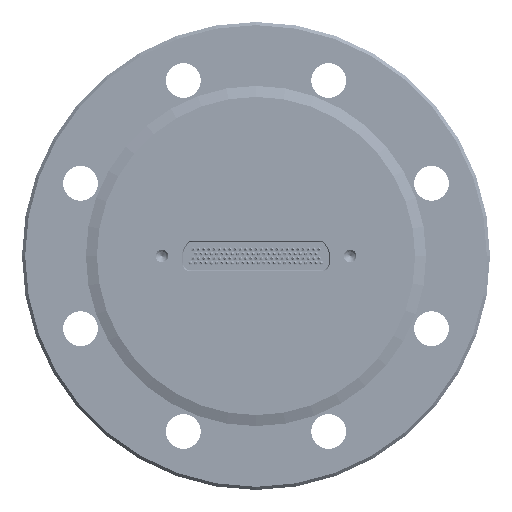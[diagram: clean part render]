
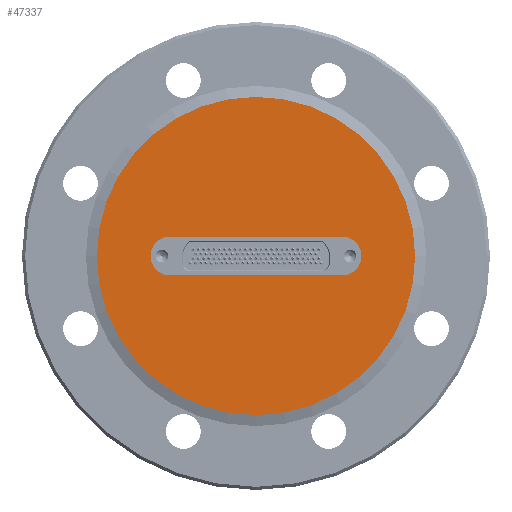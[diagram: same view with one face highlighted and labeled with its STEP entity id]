
A CAD part, front view. The second image highlights one B-rep face of the part: STEP entity #47337.
In plain terms, the highlighted planar face has unit normal (0, -1, 0).
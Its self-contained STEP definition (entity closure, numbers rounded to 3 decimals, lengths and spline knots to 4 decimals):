
#8337 = CARTESIAN_POINT ( 'NONE',  ( 1.52, -0.629, 0. ) ) ;
#8341 = PLANE ( 'NONE',  #89711 ) ;
#8351 = DIRECTION ( 'NONE',  ( 0., -1., 0. ) ) ;
#8353 = DIRECTION ( 'NONE',  ( 0., 0., -1. ) ) ;
#18503 = EDGE_CURVE ( 'NONE', #24515, #24525, #112679, .T. ) ;
#18512 = EDGE_CURVE ( 'NONE', #24525, #24515, #112691, .T. ) ;
#18567 = EDGE_CURVE ( 'NONE', #25005, #24999, #112719, .T. ) ;
#18570 = EDGE_CURVE ( 'NONE', #24444, #25005, #112720, .T. ) ;
#18572 = EDGE_CURVE ( 'NONE', #24744, #24444, #112723, .T. ) ;
#18574 = EDGE_CURVE ( 'NONE', #24999, #24744, #112725, .T. ) ;
#24444 = VERTEX_POINT ( 'NONE', #92490 ) ;
#24515 = VERTEX_POINT ( 'NONE', #92514 ) ;
#24525 = VERTEX_POINT ( 'NONE', #92517 ) ;
#24744 = VERTEX_POINT ( 'NONE', #92593 ) ;
#24999 = VERTEX_POINT ( 'NONE', #92729 ) ;
#25005 = VERTEX_POINT ( 'NONE', #92733 ) ;
#33098 = ORIENTED_EDGE ( 'NONE', *, *, #18567, .F. ) ;
#33100 = ORIENTED_EDGE ( 'NONE', *, *, #18570, .F. ) ;
#33102 = ORIENTED_EDGE ( 'NONE', *, *, #18572, .F. ) ;
#33104 = ORIENTED_EDGE ( 'NONE', *, *, #18574, .F. ) ;
#33106 = ORIENTED_EDGE ( 'NONE', *, *, #18512, .T. ) ;
#33108 = ORIENTED_EDGE ( 'NONE', *, *, #18503, .T. ) ;
#47337 = ADVANCED_FACE ( 'NONE', ( #117984, #117991 ), #8341, .T. ) ;
#89711 = AXIS2_PLACEMENT_3D ( 'NONE', #8337, #8351, #8353 ) ;
#92490 = CARTESIAN_POINT ( 'NONE',  ( 0.822, -0.629, 0.185 ) ) ;
#92514 = CARTESIAN_POINT ( 'NONE',  ( 0., -0.629, 1.52 ) ) ;
#92517 = CARTESIAN_POINT ( 'NONE',  ( 0., -0.629, -1.52 ) ) ;
#92593 = CARTESIAN_POINT ( 'NONE',  ( 0.822, -0.629, -0.185 ) ) ;
#92729 = CARTESIAN_POINT ( 'NONE',  ( -0.822, -0.629, -0.185 ) ) ;
#92733 = CARTESIAN_POINT ( 'NONE',  ( -0.822, -0.629, 0.185 ) ) ;
#105449 = EDGE_LOOP ( 'NONE', ( #33098, #33100, #33102, #33104 ) ) ;
#105452 = EDGE_LOOP ( 'NONE', ( #33106, #33108 ) ) ;
#106925 = AXIS2_PLACEMENT_3D ( 'NONE', #113862, #113864, #113866 ) ;
#106927 = AXIS2_PLACEMENT_3D ( 'NONE', #113883, #113884, #113885 ) ;
#106951 = AXIS2_PLACEMENT_3D ( 'NONE', #114051, #114053, #114055 ) ;
#106952 = AXIS2_PLACEMENT_3D ( 'NONE', #114063, #114064, #114066 ) ;
#112679 = CIRCLE ( 'NONE', #106925, 1.52 ) ;
#112691 = CIRCLE ( 'NONE', #106927, 1.52 ) ;
#112719 = CIRCLE ( 'NONE', #106951, 0.185 ) ;
#112720 = LINE ( 'NONE', #114047, #112724 ) ;
#112723 = CIRCLE ( 'NONE', #106952, 0.185 ) ;
#112724 = VECTOR ( 'NONE', #114049, 39.3701 ) ;
#112725 = LINE ( 'NONE', #114060, #112727 ) ;
#112727 = VECTOR ( 'NONE', #114062, 39.3701 ) ;
#113862 = CARTESIAN_POINT ( 'NONE',  ( 0., -0.629, 0. ) ) ;
#113864 = DIRECTION ( 'NONE',  ( 0., -1., 0. ) ) ;
#113866 = DIRECTION ( 'NONE',  ( 0., 0., -1. ) ) ;
#113883 = CARTESIAN_POINT ( 'NONE',  ( 0., -0.629, 0. ) ) ;
#113884 = DIRECTION ( 'NONE',  ( 0., -1., 0. ) ) ;
#113885 = DIRECTION ( 'NONE',  ( 0., 0., -1. ) ) ;
#114047 = CARTESIAN_POINT ( 'NONE',  ( -0.822, -0.629, 0.185 ) ) ;
#114049 = DIRECTION ( 'NONE',  ( -1., 0., 0. ) ) ;
#114051 = CARTESIAN_POINT ( 'NONE',  ( -0.822, -0.629, 0. ) ) ;
#114053 = DIRECTION ( 'NONE',  ( 0., -1., 0. ) ) ;
#114055 = DIRECTION ( 'NONE',  ( 0., 0., -1. ) ) ;
#114060 = CARTESIAN_POINT ( 'NONE',  ( -0.822, -0.629, -0.185 ) ) ;
#114062 = DIRECTION ( 'NONE',  ( 1., 0., 0. ) ) ;
#114063 = CARTESIAN_POINT ( 'NONE',  ( 0.822, -0.629, 0. ) ) ;
#114064 = DIRECTION ( 'NONE',  ( 0., -1., 0. ) ) ;
#114066 = DIRECTION ( 'NONE',  ( 0., 0., -1. ) ) ;
#117984 = FACE_BOUND ( 'NONE', #105449, .T. ) ;
#117991 = FACE_OUTER_BOUND ( 'NONE', #105452, .T. ) ;
